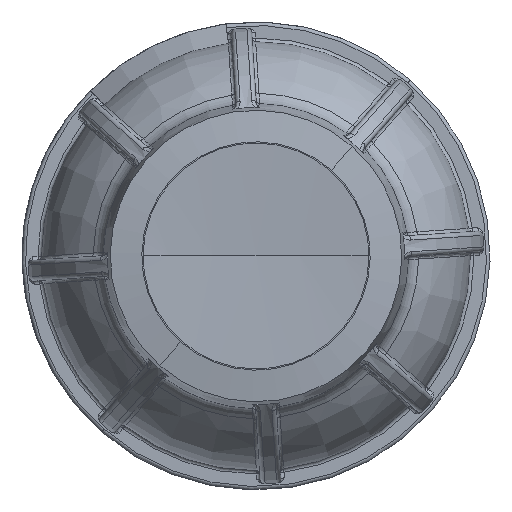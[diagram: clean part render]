
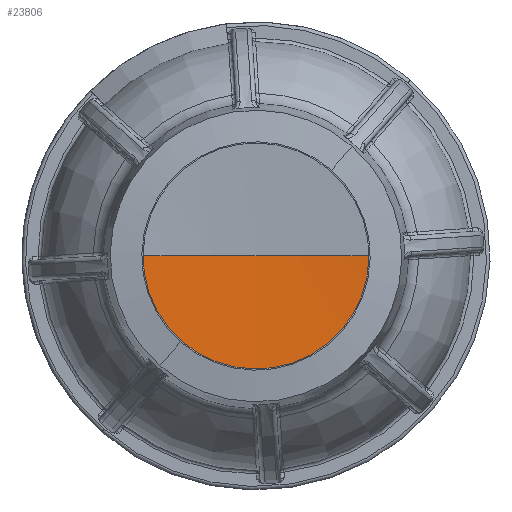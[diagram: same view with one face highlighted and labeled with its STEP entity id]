
A CAD part, left-side view. The second image highlights one B-rep face of the part: STEP entity #23806.
In plain terms, the highlighted spherical face has radius 173.402 mm.
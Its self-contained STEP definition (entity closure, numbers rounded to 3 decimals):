
#321 = ORIENTED_EDGE ( 'NONE', *, *, #32918, .F. ) ;
#322 = ORIENTED_EDGE ( 'NONE', *, *, #32919, .T. ) ;
#323 = ORIENTED_EDGE ( 'NONE', *, *, #32917, .T. ) ;
#324 = ORIENTED_EDGE ( 'NONE', *, *, #32913, .T. ) ;
#568 = EDGE_LOOP ( 'NONE', ( #321, #323, #322, #324 ) ) ;
#4498 = CARTESIAN_POINT ( 'NONE',  ( -172.752, -111.703, 0. ) ) ;
#4499 = DIRECTION ( 'NONE',  ( 0., 0., -1. ) ) ;
#4500 = DIRECTION ( 'NONE',  ( 0., 1., 0. ) ) ;
#5255 = AXIS2_PLACEMENT_3D ( 'NONE', #4498, #4499, #4500 ) ;
#12156 = CARTESIAN_POINT ( 'NONE',  ( 0.035, -97.117, 0. ) ) ;
#12392 = CARTESIAN_POINT ( 'NONE',  ( 0.035, -126.289, 0. ) ) ;
#15490 = CIRCLE ( 'NONE', #15517, 14.586 ) ;
#15496 = CIRCLE ( 'NONE', #15516, 173.402 ) ;
#15506 = CIRCLE ( 'NONE', #15507, 14.586 ) ;
#15507 = AXIS2_PLACEMENT_3D ( 'NONE', #19534, #19535, #19536 ) ;
#15510 = CIRCLE ( 'NONE', #15515, 173.402 ) ;
#15515 = AXIS2_PLACEMENT_3D ( 'NONE', #19546, #19547, #19548 ) ;
#15516 = AXIS2_PLACEMENT_3D ( 'NONE', #19549, #19550, #19551 ) ;
#15517 = AXIS2_PLACEMENT_3D ( 'NONE', #19552, #19553, #19554 ) ;
#19534 = CARTESIAN_POINT ( 'NONE',  ( 0.035, -111.703, 0. ) ) ;
#19535 = DIRECTION ( 'NONE',  ( 1., 0., 0. ) ) ;
#19536 = DIRECTION ( 'NONE',  ( 0., 0., -1. ) ) ;
#19546 = CARTESIAN_POINT ( 'NONE',  ( -172.752, -111.703, 0. ) ) ;
#19547 = DIRECTION ( 'NONE',  ( 0., 0., -1. ) ) ;
#19548 = DIRECTION ( 'NONE',  ( -1., 0., 0. ) ) ;
#19549 = CARTESIAN_POINT ( 'NONE',  ( -172.752, -111.703, 0. ) ) ;
#19550 = DIRECTION ( 'NONE',  ( 0., 0., 1. ) ) ;
#19551 = DIRECTION ( 'NONE',  ( 1., 0., 0. ) ) ;
#19552 = CARTESIAN_POINT ( 'NONE',  ( 0.035, -111.703, 0. ) ) ;
#19553 = DIRECTION ( 'NONE',  ( 1., 0., 0. ) ) ;
#19554 = DIRECTION ( 'NONE',  ( 0., 0., -1. ) ) ;
#19913 = CARTESIAN_POINT ( 'NONE',  ( 0.035, -111.703, -14.586 ) ) ;
#20150 = CARTESIAN_POINT ( 'NONE',  ( 0.65, -111.703, 0. ) ) ;
#23806 = ADVANCED_FACE ( 'NONE', ( #28589 ), #28590, .T. ) ;
#28589 = FACE_OUTER_BOUND ( 'NONE', #568, .T. ) ;
#28590 = SPHERICAL_SURFACE ( 'NONE', #5255, 173.402 ) ;
#30467 = VERTEX_POINT ( 'NONE', #12156 ) ;
#30703 = VERTEX_POINT ( 'NONE', #12392 ) ;
#32913 = EDGE_CURVE ( 'NONE', #34296, #30467, #15506, .T. ) ;
#32917 = EDGE_CURVE ( 'NONE', #34533, #30703, #15510, .T. ) ;
#32918 = EDGE_CURVE ( 'NONE', #34533, #30467, #15496, .T. ) ;
#32919 = EDGE_CURVE ( 'NONE', #30703, #34296, #15490, .T. ) ;
#34296 = VERTEX_POINT ( 'NONE', #19913 ) ;
#34533 = VERTEX_POINT ( 'NONE', #20150 ) ;
